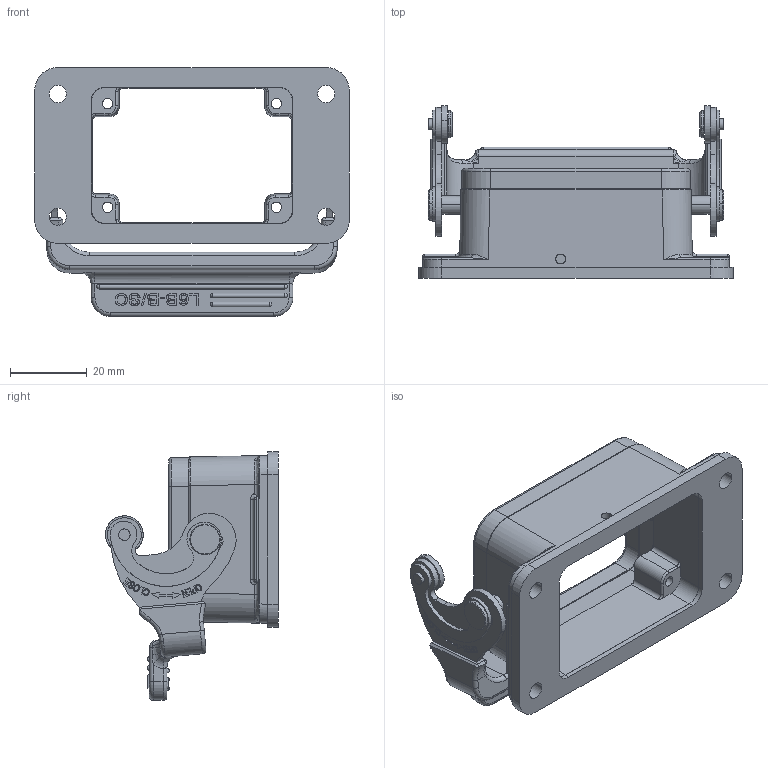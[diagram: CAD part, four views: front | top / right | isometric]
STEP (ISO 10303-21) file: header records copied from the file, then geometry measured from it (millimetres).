
FILE_DESCRIPTION((''),'2;1');
FILE_NAME('PRT0354','2017-09-22T',('dm.li'),(''),'PRO/ENGINEER BY PARAMETRIC TECHNOLOGY CORPORATION, 2012480','PRO/ENGINEER BY PARAMETRIC TECHNOLOGY CORPORATION, 2012480','');
FILE_SCHEMA(('AUTOMOTIVE_DESIGN { 1 0 10303 214 1 1 1 1 }'));
Length unit declared in the file: millimetre
Products named in the file (1): PRT0354
Bounding box: 82 x 45.04 x 64.87 mm (x, y, z)
Volume: 38695.4 mm3; surface area: 24864.6 mm2
Topology: 1 solids, 31 shells, 1133 faces, 3051 edges, 1987 vertices
Faces by surface type: plane 442, cylinder 260, extrusion 257, bspline 65, torus 49, sphere 32, cone 28
Entity records: 44545 total; most frequent: CARTESIAN_POINT 13896, ORIENTED_EDGE 5931, DIRECTION 4690, EDGE_CURVE 3003, VERTEX_POINT 1987, VECTOR 1784, LINE 1527, AXIS2_PLACEMENT_3D 1453
